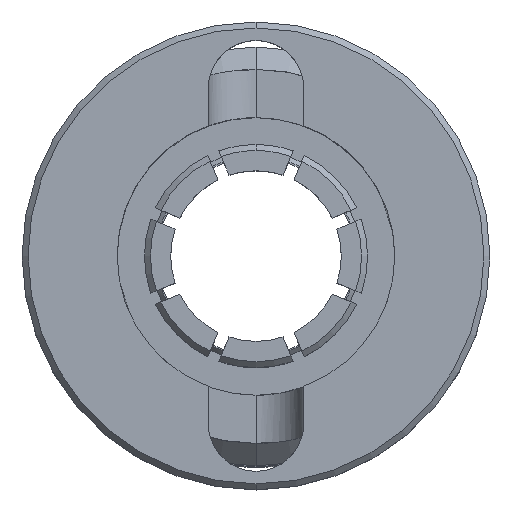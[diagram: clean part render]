
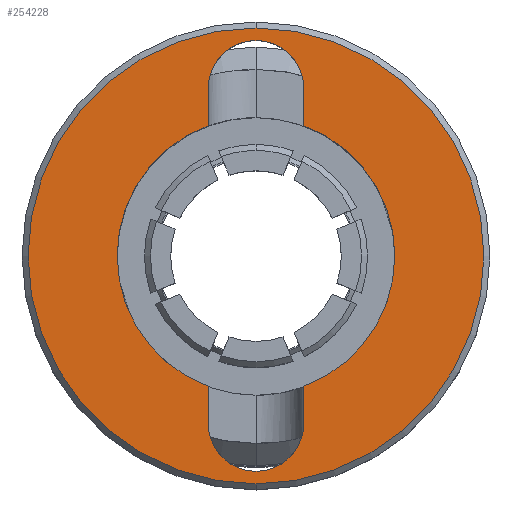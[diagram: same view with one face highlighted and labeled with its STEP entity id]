
A CAD part, top view. The second image highlights one B-rep face of the part: STEP entity #254228.
In plain terms, the highlighted planar face has unit normal (0, 0, 1).
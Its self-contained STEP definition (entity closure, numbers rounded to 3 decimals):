
#303 = CARTESIAN_POINT ( 'NONE',  ( -0.8, 2.32, 20.45 ) ) ;
#7106 = VERTEX_POINT ( 'NONE', #140574 ) ;
#9581 = CARTESIAN_POINT ( 'NONE',  ( 0., -2.8, 20.45 ) ) ;
#10855 = DIRECTION ( 'NONE',  ( 0., -1., 0. ) ) ;
#12640 = CARTESIAN_POINT ( 'NONE',  ( 0.8, 2.178, 20.45 ) ) ;
#13160 = CARTESIAN_POINT ( 'NONE',  ( 0.8, -2.8, 20.45 ) ) ;
#15116 = ORIENTED_EDGE ( 'NONE', *, *, #24348, .T. ) ;
#19008 = EDGE_CURVE ( 'NONE', #242912, #196529, #172771, .T. ) ;
#24348 = EDGE_CURVE ( 'NONE', #112291, #196529, #211321, .T. ) ;
#26489 = EDGE_CURVE ( 'NONE', #112291, #59416, #35627, .T. ) ;
#27957 = EDGE_LOOP ( 'NONE', ( #90669, #237825 ) ) ;
#35627 = LINE ( 'NONE', #232052, #154374 ) ;
#37525 = CARTESIAN_POINT ( 'NONE',  ( 0., 0., 20.45 ) ) ;
#42099 = DIRECTION ( 'NONE',  ( 0., 0., 1. ) ) ;
#42239 = CARTESIAN_POINT ( 'NONE',  ( -0.8, -2.178, 20.45 ) ) ;
#45037 = CIRCLE ( 'NONE', #149381, 3.81 ) ;
#47249 = AXIS2_PLACEMENT_3D ( 'NONE', #130551, #55971, #214368 ) ;
#48783 = DIRECTION ( 'NONE',  ( 1., 0., 0. ) ) ;
#50076 = CARTESIAN_POINT ( 'NONE',  ( 0., 2.32, 20.45 ) ) ;
#54410 = VECTOR ( 'NONE', #158561, 1000. ) ;
#55971 = DIRECTION ( 'NONE',  ( 0., 0., -1. ) ) ;
#57986 = CIRCLE ( 'NONE', #229928, 3.81 ) ;
#59416 = VERTEX_POINT ( 'NONE', #156494 ) ;
#60594 = DIRECTION ( 'NONE',  ( 0., 0., 1. ) ) ;
#63970 = LINE ( 'NONE', #184416, #220047 ) ;
#64731 = CARTESIAN_POINT ( 'NONE',  ( -0.8, -2.8, 20.45 ) ) ;
#71820 = CARTESIAN_POINT ( 'NONE',  ( 0.8, -2.178, 20.45 ) ) ;
#72053 = DIRECTION ( 'NONE',  ( 0., 1., 0. ) ) ;
#73671 = ORIENTED_EDGE ( 'NONE', *, *, #203104, .F. ) ;
#74618 = VECTOR ( 'NONE', #72053, 1000. ) ;
#80895 = CARTESIAN_POINT ( 'NONE',  ( 0., 0., 20.45 ) ) ;
#90391 = EDGE_CURVE ( 'NONE', #172447, #178737, #63970, .T. ) ;
#90669 = ORIENTED_EDGE ( 'NONE', *, *, #150180, .T. ) ;
#91753 = DIRECTION ( 'NONE',  ( 0., 0., 1. ) ) ;
#94801 = EDGE_CURVE ( 'NONE', #59416, #172447, #126259, .T. ) ;
#95698 = EDGE_LOOP ( 'NONE', ( #192381, #15116, #107683, #73671, #113111, #158292, #164216, #135137 ) ) ;
#97091 = AXIS2_PLACEMENT_3D ( 'NONE', #121959, #60594, #119392 ) ;
#100302 = CARTESIAN_POINT ( 'NONE',  ( -0.8, 2.8, 20.45 ) ) ;
#105713 = VERTEX_POINT ( 'NONE', #235363 ) ;
#107636 = PLANE ( 'NONE',  #203354 ) ;
#107683 = ORIENTED_EDGE ( 'NONE', *, *, #19008, .F. ) ;
#112291 = VERTEX_POINT ( 'NONE', #12640 ) ;
#112650 = DIRECTION ( 'NONE',  ( 0., 0., 1. ) ) ;
#112717 = DIRECTION ( 'NONE',  ( 0., 1., 0. ) ) ;
#113111 = ORIENTED_EDGE ( 'NONE', *, *, #122785, .F. ) ;
#118854 = DIRECTION ( 'NONE',  ( 0., 0., 1. ) ) ;
#119392 = DIRECTION ( 'NONE',  ( 1., 0., 0. ) ) ;
#121840 = DIRECTION ( 'NONE',  ( 0., -1., 0. ) ) ;
#121959 = CARTESIAN_POINT ( 'NONE',  ( 0., 2.8, 20.45 ) ) ;
#122785 = EDGE_CURVE ( 'NONE', #153439, #196548, #157255, .T. ) ;
#126259 = CIRCLE ( 'NONE', #97091, 0.8 ) ;
#130551 = CARTESIAN_POINT ( 'NONE',  ( 0., 0., 20.45 ) ) ;
#135137 = ORIENTED_EDGE ( 'NONE', *, *, #94801, .F. ) ;
#140574 = CARTESIAN_POINT ( 'NONE',  ( 0., 3.81, 20.45 ) ) ;
#143752 = DIRECTION ( 'NONE',  ( 0., -1., 0. ) ) ;
#149381 = AXIS2_PLACEMENT_3D ( 'NONE', #80895, #118854, #202734 ) ;
#150180 = EDGE_CURVE ( 'NONE', #7106, #105713, #57986, .T. ) ;
#152737 = AXIS2_PLACEMENT_3D ( 'NONE', #37525, #159085, #175001 ) ;
#153439 = VERTEX_POINT ( 'NONE', #42239 ) ;
#154374 = VECTOR ( 'NONE', #112717, 1000. ) ;
#156494 = CARTESIAN_POINT ( 'NONE',  ( 0.8, 2.8, 20.45 ) ) ;
#157255 = LINE ( 'NONE', #303, #54410 ) ;
#158292 = ORIENTED_EDGE ( 'NONE', *, *, #204191, .T. ) ;
#158561 = DIRECTION ( 'NONE',  ( 0., -1., 0. ) ) ;
#159085 = DIRECTION ( 'NONE',  ( 0., 0., -1. ) ) ;
#162478 = CARTESIAN_POINT ( 'NONE',  ( 0., 0., 20.45 ) ) ;
#164216 = ORIENTED_EDGE ( 'NONE', *, *, #90391, .F. ) ;
#168860 = CARTESIAN_POINT ( 'NONE',  ( -0.8, 2.178, 20.45 ) ) ;
#172447 = VERTEX_POINT ( 'NONE', #100302 ) ;
#172771 = LINE ( 'NONE', #13160, #74618 ) ;
#175001 = DIRECTION ( 'NONE',  ( 0., 1., 0. ) ) ;
#176004 = CIRCLE ( 'NONE', #242924, 0.8 ) ;
#178737 = VERTEX_POINT ( 'NONE', #168860 ) ;
#184416 = CARTESIAN_POINT ( 'NONE',  ( -0.8, -2.8, 20.45 ) ) ;
#189273 = CIRCLE ( 'NONE', #47249, 2.32 ) ;
#192381 = ORIENTED_EDGE ( 'NONE', *, *, #26489, .F. ) ;
#196529 = VERTEX_POINT ( 'NONE', #71820 ) ;
#196548 = VERTEX_POINT ( 'NONE', #64731 ) ;
#201579 = CARTESIAN_POINT ( 'NONE',  ( 0.8, -2.8, 20.45 ) ) ;
#202734 = DIRECTION ( 'NONE',  ( 0., -1., 0. ) ) ;
#203104 = EDGE_CURVE ( 'NONE', #196548, #242912, #176004, .T. ) ;
#203354 = AXIS2_PLACEMENT_3D ( 'NONE', #50076, #91753, #10855 ) ;
#204191 = EDGE_CURVE ( 'NONE', #153439, #178737, #189273, .T. ) ;
#211321 = CIRCLE ( 'NONE', #152737, 2.32 ) ;
#214368 = DIRECTION ( 'NONE',  ( 0., 1., 0. ) ) ;
#220047 = VECTOR ( 'NONE', #143752, 1000. ) ;
#224390 = EDGE_CURVE ( 'NONE', #105713, #7106, #45037, .T. ) ;
#228136 = FACE_BOUND ( 'NONE', #95698, .T. ) ;
#229928 = AXIS2_PLACEMENT_3D ( 'NONE', #162478, #42099, #121840 ) ;
#232052 = CARTESIAN_POINT ( 'NONE',  ( 0.8, 2.32, 20.45 ) ) ;
#235363 = CARTESIAN_POINT ( 'NONE',  ( 0., -3.81, 20.45 ) ) ;
#237825 = ORIENTED_EDGE ( 'NONE', *, *, #224390, .T. ) ;
#242912 = VERTEX_POINT ( 'NONE', #201579 ) ;
#242924 = AXIS2_PLACEMENT_3D ( 'NONE', #9581, #112650, #48783 ) ;
#249009 = FACE_OUTER_BOUND ( 'NONE', #27957, .T. ) ;
#254228 = ADVANCED_FACE ( 'NONE', ( #249009, #228136 ), #107636, .T. ) ;
